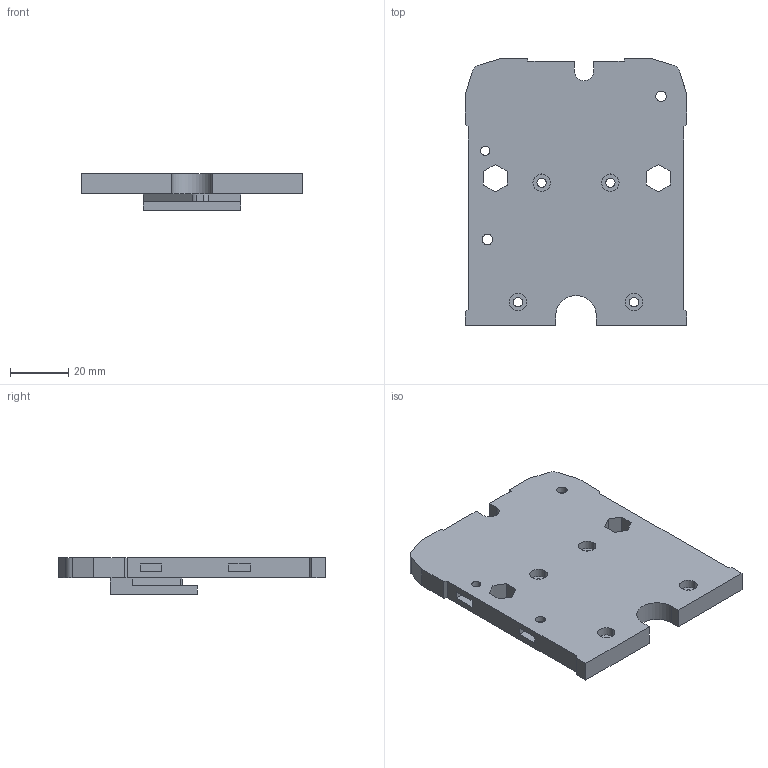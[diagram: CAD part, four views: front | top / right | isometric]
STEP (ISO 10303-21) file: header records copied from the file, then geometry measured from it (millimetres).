
FILE_DESCRIPTION (( 'STEP AP214' ), '1' );
FILE_NAME ('kobra 2 max.STEP', '2024-11-20T08:58:31', ( '' ), ( '' ), 'SwSTEP 2.0', 'SolidWorks 2024', '' );
FILE_SCHEMA (( 'AUTOMOTIVE_DESIGN' ));
Length unit declared in the file: millimetre
Products named in the file (1): kobra 2 max
Bounding box: 76.2 x 92.02 x 12.7 mm (x, y, z)
Volume: 48783.8 mm3; surface area: 18446.8 mm2
Topology: 1 solids, 1 shells, 116 faces, 315 edges, 210 vertices
Faces by surface type: plane 78, cylinder 38
Entity records: 3734 total; most frequent: CARTESIAN_POINT 642, ORIENTED_EDGE 630, DIRECTION 625, EDGE_CURVE 315, LINE 239, VECTOR 239, VERTEX_POINT 210, AXIS2_PLACEMENT_3D 193
